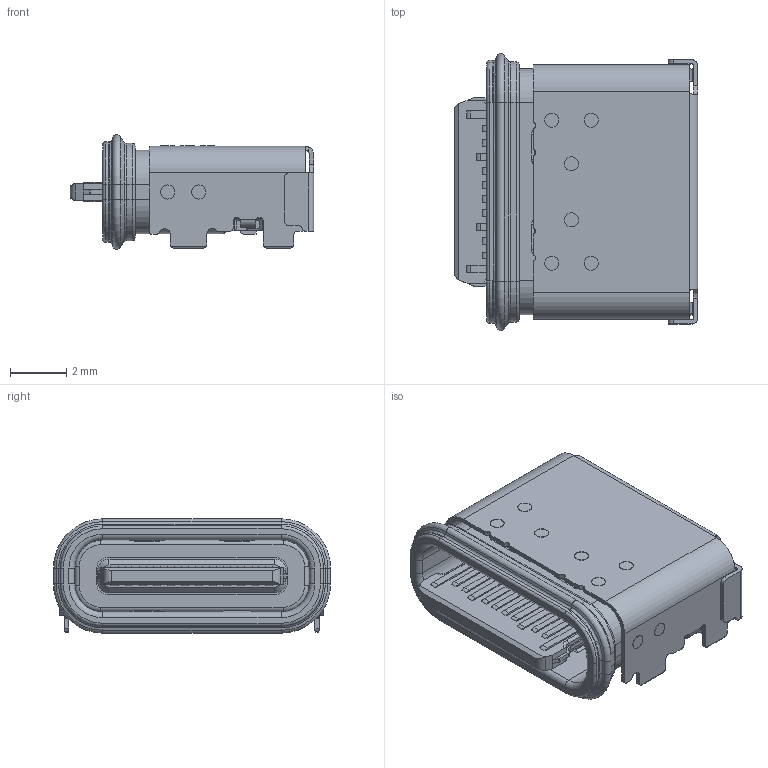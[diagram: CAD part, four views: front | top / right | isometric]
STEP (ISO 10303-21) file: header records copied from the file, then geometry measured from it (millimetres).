
FILE_DESCRIPTION((''),'2;1');
FILE_NAME('124018612112A_1','2017-12-21T',('sam.zheng'),(''),'PRO/ENGINEER BY PARAMETRIC TECHNOLOGY CORPORATION, 2011490','PRO/ENGINEER BY PARAMETRIC TECHNOLOGY CORPORATION, 2011490','');
FILE_SCHEMA(('AUTOMOTIVE_DESIGN_CC2 { 1 2 10303 214 -1 1 5 2 }'));
Length unit declared in the file: millimetre
Products named in the file (1): 124018612112A_1
Bounding box: 8.65 x 9.85 x 4.06 mm (x, y, z)
Volume: 111.7 mm3; surface area: 618.9 mm2
Topology: 1 solids, 8 shells, 1183 faces, 3090 edges, 1915 vertices
Faces by surface type: plane 706, cylinder 354, torus 47, bspline 34, sphere 24, cone 18
Entity records: 45419 total; most frequent: CARTESIAN_POINT 8461, ORIENTED_EDGE 6132, DIRECTION 5972, EDGE_CURVE 3066, VECTOR 2128, LINE 2128, AXIS2_PLACEMENT_3D 1922, VERTEX_POINT 1915
